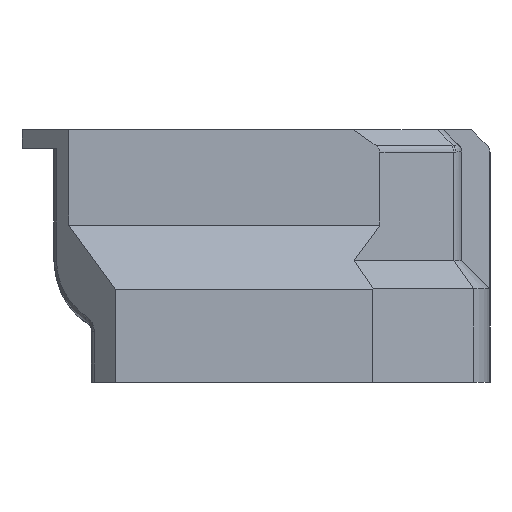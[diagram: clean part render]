
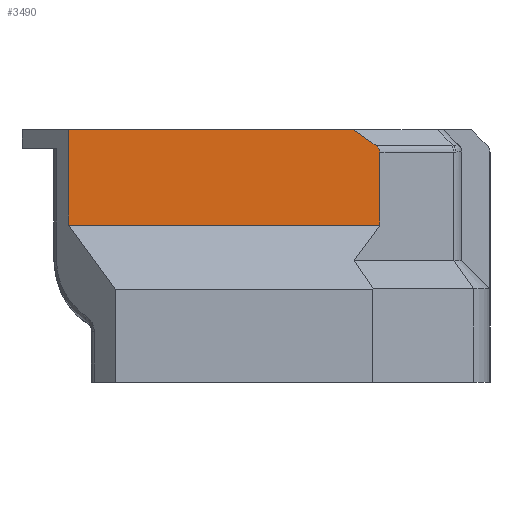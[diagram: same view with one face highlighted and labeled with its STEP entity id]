
A CAD part, left-side view. The second image highlights one B-rep face of the part: STEP entity #3490.
In plain terms, the highlighted planar face has unit normal (-1, 0, 0).
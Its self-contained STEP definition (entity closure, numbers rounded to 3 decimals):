
#222 = FACE_OUTER_BOUND ( 'NONE', #4745, .T. ) ;
#336 = DIRECTION ( 'NONE',  ( 0., 1., 0. ) ) ;
#393 = CARTESIAN_POINT ( 'NONE',  ( -318.564, -36.701, 85.651 ) ) ;
#396 = CARTESIAN_POINT ( 'NONE',  ( -318.564, -36.701, 75.458 ) ) ;
#480 = CARTESIAN_POINT ( 'NONE',  ( -318.564, -102.006, 83.753 ) ) ;
#507 = CARTESIAN_POINT ( 'NONE',  ( -318.564, -101.737, 83.943 ) ) ;
#707 = ORIENTED_EDGE ( 'NONE', *, *, #992, .F. ) ;
#728 = VECTOR ( 'NONE', #2431, 1000. ) ;
#734 = CARTESIAN_POINT ( 'NONE',  ( -318.564, -68.909, 85.651 ) ) ;
#773 = VECTOR ( 'NONE', #2023, 1000. ) ;
#888 = EDGE_CURVE ( 'NONE', #1041, #4946, #1379, .T. ) ;
#915 = CARTESIAN_POINT ( 'NONE',  ( -318.564, -99.323, 85.651 ) ) ;
#970 = AXIS2_PLACEMENT_3D ( 'NONE', #3865, #5686, #2063 ) ;
#992 = EDGE_CURVE ( 'NONE', #2016, #4946, #4935, .T. ) ;
#1041 = VERTEX_POINT ( 'NONE', #1277 ) ;
#1061 = LINE ( 'NONE', #5223, #773 ) ;
#1089 = EDGE_CURVE ( 'NONE', #2016, #4859, #4448, .T. ) ;
#1216 = DIRECTION ( 'NONE',  ( 0., 0., 1. ) ) ;
#1277 = CARTESIAN_POINT ( 'NONE',  ( -318.564, -68.909, 85.651 ) ) ;
#1379 = LINE ( 'NONE', #734, #728 ) ;
#1682 = VECTOR ( 'NONE', #1216, 1000. ) ;
#1716 = DIRECTION ( 'NONE',  ( 0., 1., 0. ) ) ;
#2016 = VERTEX_POINT ( 'NONE', #5646 ) ;
#2023 = DIRECTION ( 'NONE',  ( 0., 0.816, 0.577 ) ) ;
#2038 = PLANE ( 'NONE',  #970 ) ;
#2063 = DIRECTION ( 'NONE',  ( 0., 1., 0. ) ) ;
#2103 = EDGE_CURVE ( 'NONE', #4884, #1041, #3045, .T. ) ;
#2241 = CARTESIAN_POINT ( 'NONE',  ( -318.564, -102.151, 83.236 ) ) ;
#2431 = DIRECTION ( 'NONE',  ( 0., 0., -1. ) ) ;
#2457 = ORIENTED_EDGE ( 'NONE', *, *, #5141, .T. ) ;
#2603 =( BOUNDED_CURVE ( )  B_SPLINE_CURVE ( 3, ( #2820, #3669, #480, #507 ),
 .UNSPECIFIED., .F., .F. ) 
 B_SPLINE_CURVE_WITH_KNOTS ( ( 4, 4 ),
 ( 0., 0.785 ),
 .UNSPECIFIED. ) 
 CURVE ( )  GEOMETRIC_REPRESENTATION_ITEM ( )  RATIONAL_B_SPLINE_CURVE ( ( 1., 0.949, 0.949, 1. ) ) 
 REPRESENTATION_ITEM ( '' )  );
#2714 = ORIENTED_EDGE ( 'NONE', *, *, #1089, .T. ) ;
#2820 = CARTESIAN_POINT ( 'NONE',  ( -318.564, -102.151, 83.236 ) ) ;
#3045 = LINE ( 'NONE', #393, #5147 ) ;
#3490 = ADVANCED_FACE ( 'NONE', ( #222 ), #2038, .F. ) ;
#3495 = CARTESIAN_POINT ( 'NONE',  ( -318.564, -102.151, 143.651 ) ) ;
#3528 = EDGE_CURVE ( 'NONE', #4859, #4940, #2603, .T. ) ;
#3669 = CARTESIAN_POINT ( 'NONE',  ( -318.564, -102.151, 83.505 ) ) ;
#3697 = CARTESIAN_POINT ( 'NONE',  ( -318.564, -68.909, 75.458 ) ) ;
#3865 = CARTESIAN_POINT ( 'NONE',  ( -318.564, -36.701, 71.651 ) ) ;
#4166 = ORIENTED_EDGE ( 'NONE', *, *, #3528, .T. ) ;
#4329 = ORIENTED_EDGE ( 'NONE', *, *, #2103, .T. ) ;
#4448 = LINE ( 'NONE', #3495, #1682 ) ;
#4654 = CARTESIAN_POINT ( 'NONE',  ( -318.564, -101.737, 83.943 ) ) ;
#4745 = EDGE_LOOP ( 'NONE', ( #2457, #4329, #5204, #707, #2714, #4166 ) ) ;
#4859 = VERTEX_POINT ( 'NONE', #2241 ) ;
#4884 = VERTEX_POINT ( 'NONE', #915 ) ;
#4935 = LINE ( 'NONE', #396, #5361 ) ;
#4940 = VERTEX_POINT ( 'NONE', #4654 ) ;
#4946 = VERTEX_POINT ( 'NONE', #3697 ) ;
#5141 = EDGE_CURVE ( 'NONE', #4940, #4884, #1061, .T. ) ;
#5147 = VECTOR ( 'NONE', #1716, 1000. ) ;
#5204 = ORIENTED_EDGE ( 'NONE', *, *, #888, .T. ) ;
#5223 = CARTESIAN_POINT ( 'NONE',  ( -318.564, -171.46, 34.642 ) ) ;
#5361 = VECTOR ( 'NONE', #336, 1000. ) ;
#5646 = CARTESIAN_POINT ( 'NONE',  ( -318.564, -102.151, 75.458 ) ) ;
#5686 = DIRECTION ( 'NONE',  ( 1., 0., 0. ) ) ;
